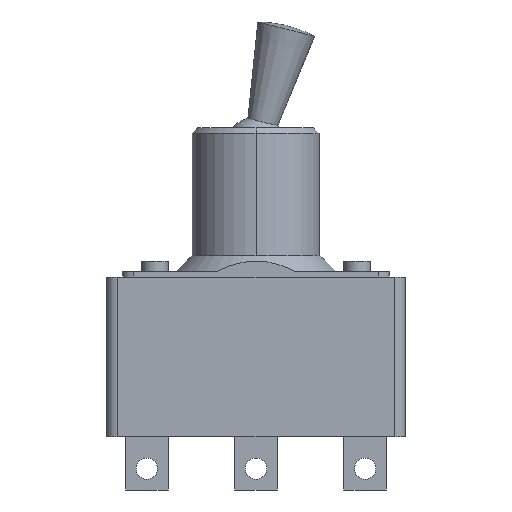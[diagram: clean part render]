
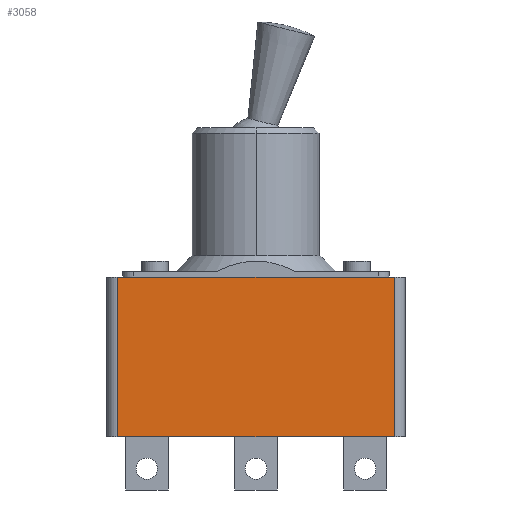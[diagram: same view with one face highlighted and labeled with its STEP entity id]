
A CAD part, left-side view. The second image highlights one B-rep face of the part: STEP entity #3058.
In plain terms, the highlighted planar face has unit normal (-1, 0, 0).
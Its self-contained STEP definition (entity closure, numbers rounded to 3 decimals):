
#23 = LINE ( 'NONE', #323, #1751 ) ;
#141 = ORIENTED_EDGE ( 'NONE', *, *, #2848, .F. ) ;
#172 = DIRECTION ( 'NONE',  ( -1., 0., 0. ) ) ;
#227 = LINE ( 'NONE', #3430, #958 ) ;
#259 = LINE ( 'NONE', #869, #2908 ) ;
#323 = CARTESIAN_POINT ( 'NONE',  ( -8.5, 13., -21.5 ) ) ;
#585 = VERTEX_POINT ( 'NONE', #3266 ) ;
#869 = CARTESIAN_POINT ( 'NONE',  ( -8.5, 0., -14. ) ) ;
#892 = CARTESIAN_POINT ( 'NONE',  ( -8.5, -13., -21.5 ) ) ;
#899 = VERTEX_POINT ( 'NONE', #1837 ) ;
#958 = VECTOR ( 'NONE', #1970, 1000. ) ;
#1197 = DIRECTION ( 'NONE',  ( 0., 0., -1. ) ) ;
#1528 = LINE ( 'NONE', #892, #3715 ) ;
#1554 = CARTESIAN_POINT ( 'NONE',  ( -8.5, 13., -29. ) ) ;
#1617 = VERTEX_POINT ( 'NONE', #1554 ) ;
#1621 = ORIENTED_EDGE ( 'NONE', *, *, #2594, .T. ) ;
#1634 = CARTESIAN_POINT ( 'NONE',  ( -8.5, -13., -14. ) ) ;
#1741 = FACE_OUTER_BOUND ( 'NONE', #3736, .T. ) ;
#1751 = VECTOR ( 'NONE', #1197, 1000. ) ;
#1761 = PLANE ( 'NONE',  #1999 ) ;
#1837 = CARTESIAN_POINT ( 'NONE',  ( -8.5, -13., -14. ) ) ;
#1970 = DIRECTION ( 'NONE',  ( 0., -1., 0. ) ) ;
#1999 = AXIS2_PLACEMENT_3D ( 'NONE', #1634, #172, #3325 ) ;
#2063 = DIRECTION ( 'NONE',  ( 0., 0., 1. ) ) ;
#2076 = DIRECTION ( 'NONE',  ( 0., -1., 0. ) ) ;
#2243 = ORIENTED_EDGE ( 'NONE', *, *, #3369, .T. ) ;
#2424 = CARTESIAN_POINT ( 'NONE',  ( -8.5, 13., -14. ) ) ;
#2594 = EDGE_CURVE ( 'NONE', #3450, #1617, #23, .T. ) ;
#2848 = EDGE_CURVE ( 'NONE', #3450, #899, #259, .T. ) ;
#2908 = VECTOR ( 'NONE', #2076, 1000. ) ;
#3058 = ADVANCED_FACE ( 'NONE', ( #1741 ), #1761, .T. ) ;
#3165 = EDGE_CURVE ( 'NONE', #1617, #585, #227, .T. ) ;
#3266 = CARTESIAN_POINT ( 'NONE',  ( -8.5, -13., -29. ) ) ;
#3325 = DIRECTION ( 'NONE',  ( 0., 1., 0. ) ) ;
#3369 = EDGE_CURVE ( 'NONE', #585, #899, #1528, .T. ) ;
#3430 = CARTESIAN_POINT ( 'NONE',  ( -8.5, 0., -29. ) ) ;
#3450 = VERTEX_POINT ( 'NONE', #2424 ) ;
#3715 = VECTOR ( 'NONE', #2063, 1000. ) ;
#3718 = ORIENTED_EDGE ( 'NONE', *, *, #3165, .T. ) ;
#3736 = EDGE_LOOP ( 'NONE', ( #1621, #3718, #2243, #141 ) ) ;
